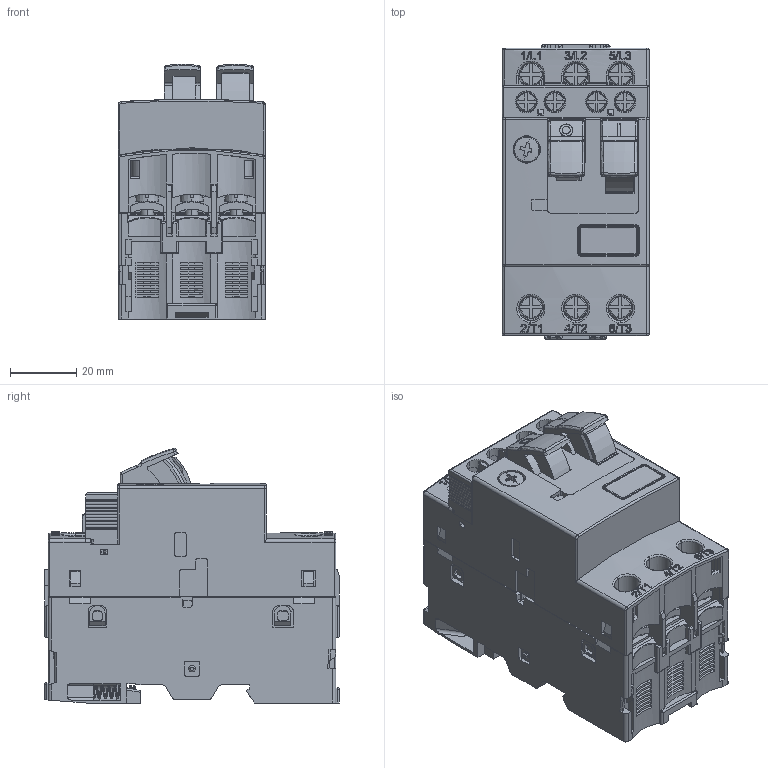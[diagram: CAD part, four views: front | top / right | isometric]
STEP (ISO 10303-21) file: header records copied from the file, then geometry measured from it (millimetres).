
FILE_DESCRIPTION((''),'2;1');
FILE_NAME('CDP632AE_ASM','2025-06-06T',('li.xiao'),(''),'PRO/ENGINEER BY PARAMETRIC TECHNOLOGY CORPORATION, 2017170','PRO/ENGINEER BY PARAMETRIC TECHNOLOGY CORPORATION, 2017170','');
FILE_SCHEMA(('CONFIG_CONTROL_DESIGN'));
Products named in the file (3): CDP6-32_3D; AE11_3D; CDP632AE_ASM
Assembly tree (2 placements, depth 2):
  CDP632AE_ASM
    CDP6-32_3D
    AE11_3D
Bounding box: 44.7 x 89 x 77.27 mm (x, y, z)
Volume: 191340.9 mm3; surface area: 68999.4 mm2
Topology: 4 solids, 4 shells, 5044 faces, 14333 edges, 9310 vertices
Faces by surface type: plane 3386, cylinder 979, bspline 290, torus 170, extrusion 121, cone 70, sphere 28
Entity records: 181386 total; most frequent: CARTESIAN_POINT 51883, ORIENTED_EDGE 28606, DIRECTION 24744, EDGE_CURVE 14303, VECTOR 9994, LINE 9873, VERTEX_POINT 9310, AXIS2_PLACEMENT_3D 7375
